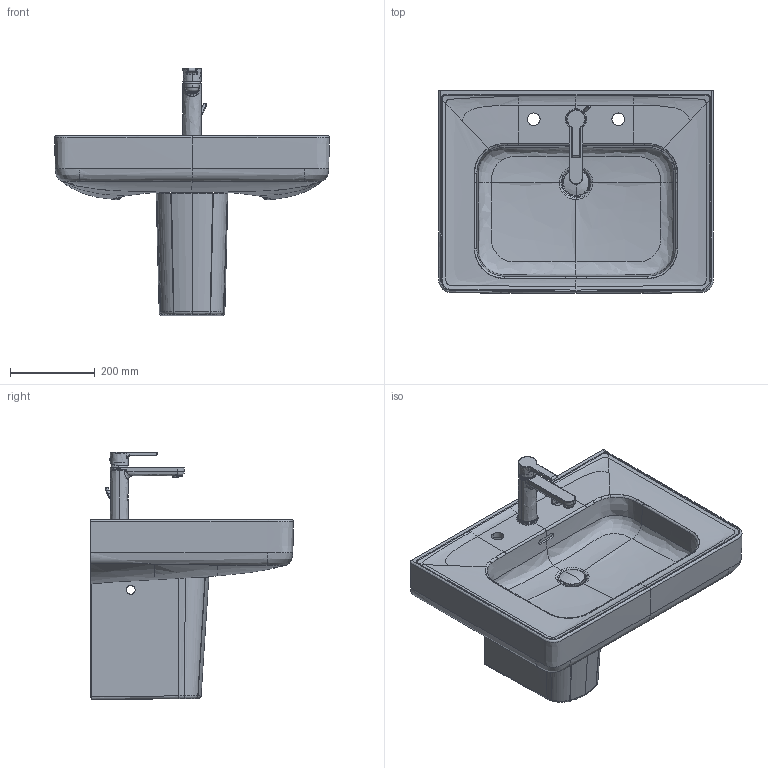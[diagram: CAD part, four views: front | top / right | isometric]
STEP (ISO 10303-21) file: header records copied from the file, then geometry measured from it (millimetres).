
FILE_DESCRIPTION(/* description */ (''),/* implementation_level */ '2;1');
FILE_NAME(/* name */ '237665_085846',/* time_stamp */ '2022-07-19T11:08:00+02:00',/* author */ (''),/* organization */ (''),/* preprocessor_version */ 'ST-DEVELOPER v15',/* originating_system */ '',/* authorisation */ '');
FILE_SCHEMA (('AUTOMOTIVE_DESIGN'));
Length unit declared in the file: millimetre
Products named in the file (1): Document
Bounding box: 649.86 x 480.25 x 585.31 mm (x, y, z)
Volume: 24306811.8 mm3; surface area: 1585377.4 mm2
Topology: 12 solids, 14 shells, 793 faces, 1934 edges, 1165 vertices
Faces by surface type: bspline 663, plane 130
Entity records: 96212 total; most frequent: CARTESIAN_POINT 85035, ORIENTED_EDGE 3838, EDGE_CURVE 1922, VERTEX_POINT 1165, B_SPLINE_CURVE_WITH_KNOTS 1062, EDGE_LOOP 854, ADVANCED_FACE 793, FACE_OUTER_BOUND 793
